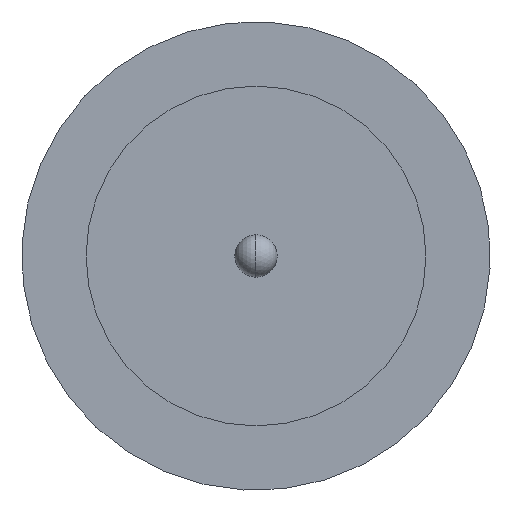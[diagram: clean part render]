
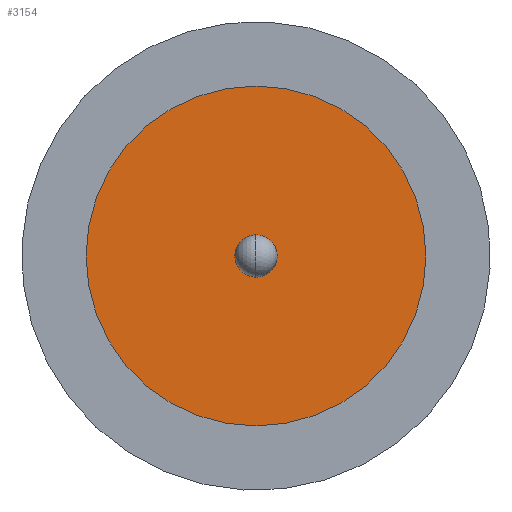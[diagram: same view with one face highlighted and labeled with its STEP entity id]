
A CAD part, front view. The second image highlights one B-rep face of the part: STEP entity #3154.
In plain terms, the highlighted planar face has unit normal (0, -1, 0).
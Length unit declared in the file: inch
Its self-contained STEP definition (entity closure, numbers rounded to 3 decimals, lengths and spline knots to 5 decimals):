
#8 = VERTEX_POINT ( 'NONE', #2204 ) ;
#33 = AXIS2_PLACEMENT_3D ( 'NONE', #637, #3443, #2669 ) ;
#87 = CARTESIAN_POINT ( 'NONE',  ( 0.15658, 0.05263, 0.28396 ) ) ;
#198 = CARTESIAN_POINT ( 'NONE',  ( 0.15658, 0.05263, 0.36446 ) ) ;
#322 = VERTEX_POINT ( 'NONE', #5208 ) ;
#467 = DIRECTION ( 'NONE',  ( 0., 0., -1. ) ) ;
#610 = ORIENTED_EDGE ( 'NONE', *, *, #4758, .F. ) ;
#637 = CARTESIAN_POINT ( 'NONE',  ( 0.15658, 0.05263, 0.28396 ) ) ;
#681 = PLANE ( 'NONE',  #2987 ) ;
#790 = EDGE_CURVE ( 'NONE', #3008, #2369, #3317, .T. ) ;
#1227 = ORIENTED_EDGE ( 'NONE', *, *, #1318, .T. ) ;
#1253 = FACE_OUTER_BOUND ( 'NONE', #1983, .T. ) ;
#1318 = EDGE_CURVE ( 'NONE', #2369, #3008, #3185, .T. ) ;
#1319 = DIRECTION ( 'NONE',  ( 0., 0., -1. ) ) ;
#1515 = DIRECTION ( 'NONE',  ( 0., 0., -1. ) ) ;
#1887 = ORIENTED_EDGE ( 'NONE', *, *, #2394, .F. ) ;
#1983 = EDGE_LOOP ( 'NONE', ( #4278, #1227 ) ) ;
#2068 = FACE_BOUND ( 'NONE', #3382, .T. ) ;
#2204 = CARTESIAN_POINT ( 'NONE',  ( 0.15658, 0.05263, 0.27396 ) ) ;
#2295 = AXIS2_PLACEMENT_3D ( 'NONE', #4987, #2498, #467 ) ;
#2369 = VERTEX_POINT ( 'NONE', #198 ) ;
#2394 = EDGE_CURVE ( 'NONE', #8, #322, #2425, .T. ) ;
#2425 = CIRCLE ( 'NONE', #33, 0.01 ) ;
#2498 = DIRECTION ( 'NONE',  ( 0., -1., 0. ) ) ;
#2530 = DIRECTION ( 'NONE',  ( 0., -1., 0. ) ) ;
#2669 = DIRECTION ( 'NONE',  ( 0., 0., -1. ) ) ;
#2987 = AXIS2_PLACEMENT_3D ( 'NONE', #4020, #4823, #1515 ) ;
#3000 = DIRECTION ( 'NONE',  ( 0., -1., 0. ) ) ;
#3008 = VERTEX_POINT ( 'NONE', #4400 ) ;
#3154 = ADVANCED_FACE ( 'NONE', ( #1253, #2068 ), #681, .T. ) ;
#3185 = CIRCLE ( 'NONE', #5112, 0.0805 ) ;
#3317 = CIRCLE ( 'NONE', #2295, 0.0805 ) ;
#3382 = EDGE_LOOP ( 'NONE', ( #1887, #610 ) ) ;
#3443 = DIRECTION ( 'NONE',  ( 0., -1., 0. ) ) ;
#3534 = AXIS2_PLACEMENT_3D ( 'NONE', #4939, #3000, #1319 ) ;
#4020 = CARTESIAN_POINT ( 'NONE',  ( 0.23708, 0.05263, 0.28396 ) ) ;
#4143 = DIRECTION ( 'NONE',  ( 0., 0., -1. ) ) ;
#4278 = ORIENTED_EDGE ( 'NONE', *, *, #790, .T. ) ;
#4400 = CARTESIAN_POINT ( 'NONE',  ( 0.15658, 0.05263, 0.20346 ) ) ;
#4758 = EDGE_CURVE ( 'NONE', #322, #8, #5133, .T. ) ;
#4823 = DIRECTION ( 'NONE',  ( 0., -1., 0. ) ) ;
#4939 = CARTESIAN_POINT ( 'NONE',  ( 0.15658, 0.05263, 0.28396 ) ) ;
#4987 = CARTESIAN_POINT ( 'NONE',  ( 0.15658, 0.05263, 0.28396 ) ) ;
#5112 = AXIS2_PLACEMENT_3D ( 'NONE', #87, #2530, #4143 ) ;
#5133 = CIRCLE ( 'NONE', #3534, 0.01 ) ;
#5208 = CARTESIAN_POINT ( 'NONE',  ( 0.15658, 0.05263, 0.29396 ) ) ;
